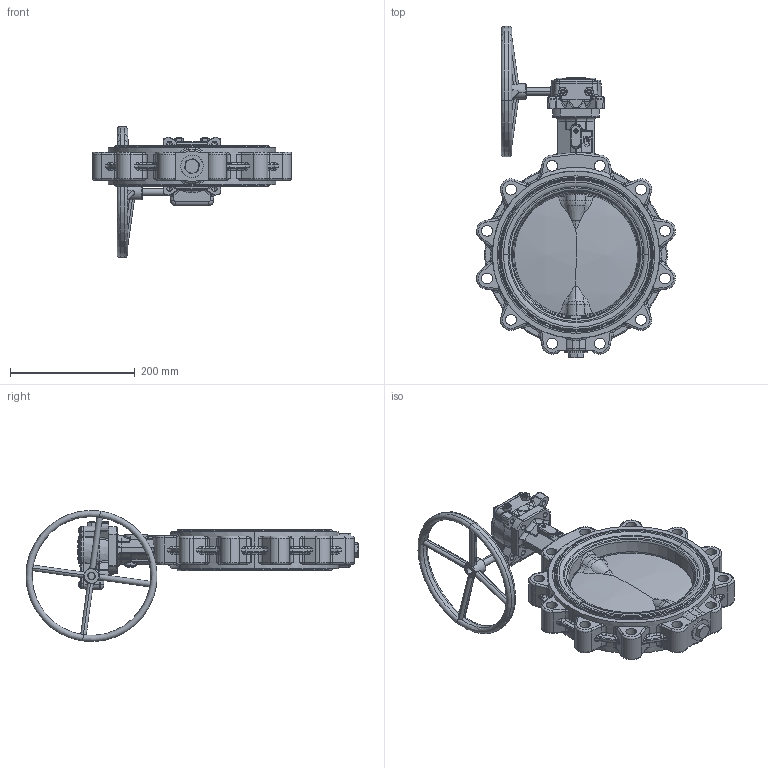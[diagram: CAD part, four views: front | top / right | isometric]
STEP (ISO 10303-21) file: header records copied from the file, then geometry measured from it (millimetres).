
FILE_DESCRIPTION (( 'STEP AP203' ), '1' );
FILE_NAME ('AK02_DN200_PN16_Getriebe.STEP', '2022-10-07T09:39:55', ( '' ), ( '' ), 'SwSTEP 2.0', 'SolidWorks 2021', '' );
FILE_SCHEMA (( 'CONFIG_CONTROL_DESIGN' ));
Length unit declared in the file: metre
Products named in the file (5): AK01_DN125-200_Getriebe; AK02_DN200-PN16_OH; AK01_DN125-200_Getriebe mit Handrad; AK02_DN200_PN16_Getriebe; AK01_DN125-200_Getriebe - Handrad
Assembly tree (4 placements, depth 3):
  AK02_DN200_PN16_Getriebe
    AK02_DN200-PN16_OH
    AK01_DN125-200_Getriebe mit Handrad
      AK01_DN125-200_Getriebe
      AK01_DN125-200_Getriebe - Handrad
Bounding box: 318.95 x 531.92 x 209.85 mm (x, y, z)
Volume: 3056867.7 mm3; surface area: 435085.4 mm2
Topology: 5 solids, 27 shells, 2703 faces, 6730 edges, 4042 vertices
Faces by surface type: cylinder 706, plane 594, bspline 522, torus 471, cone 317, sphere 93
Entity records: 127901 total; most frequent: CARTESIAN_POINT 67952, ORIENTED_EDGE 13228, DIRECTION 11565, EDGE_CURVE 6614, AXIS2_PLACEMENT_3D 4732, VERTEX_POINT 4042, EDGE_LOOP 2858, FACE_OUTER_BOUND 2703
